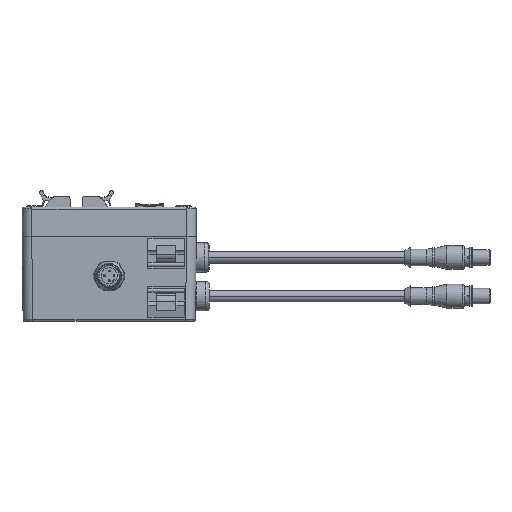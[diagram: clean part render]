
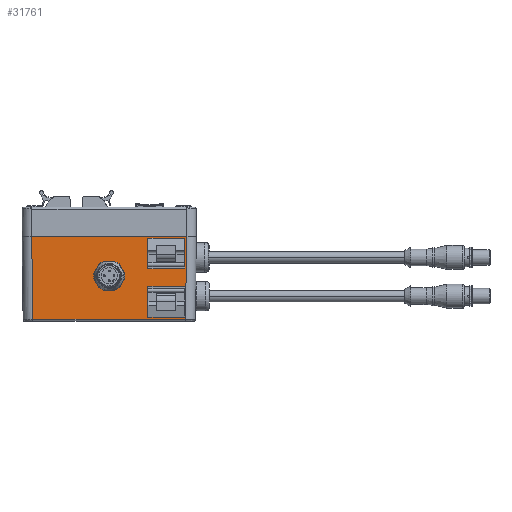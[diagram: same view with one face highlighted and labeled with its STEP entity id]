
A CAD part, left-side view. The second image highlights one B-rep face of the part: STEP entity #31761.
In plain terms, the highlighted planar face has unit normal (-1, 0, -0.013).
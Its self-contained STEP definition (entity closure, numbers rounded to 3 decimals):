
#2280=CARTESIAN_POINT('',(-12.711,7.114,-1.));
#2322=DIRECTION('',(-0.013,-0.013,1.));
#2323=VECTOR('',#2322,43.02);
#2324=CARTESIAN_POINT('',(-12.148,-72.298,
-44.013));
#2325=LINE('',#2324,#2323);
#2326=DIRECTION('',(0.013,-0.013,-1.));
#2327=VECTOR('',#2326,43.02);
#2328=CARTESIAN_POINT('',(-12.711,7.114,-1.));
#2329=LINE('',#2328,#2327);
#2330=DIRECTION('',(0.,1.,0.));
#2331=VECTOR('',#2330,79.975);
#2332=CARTESIAN_POINT('',(-12.711,-72.861,-1.));
#2333=LINE('',#2332,#2331);
#2334=CARTESIAN_POINT('',(-12.443,-37.873,-21.5));
#2335=CARTESIAN_POINT('',(-12.446,-37.873,
-21.205));
#2336=CARTESIAN_POINT('',(-12.454,-37.821,
-20.594));
#2337=CARTESIAN_POINT('',(-12.467,-37.556,
-19.654));
#2338=CARTESIAN_POINT('',(-12.479,-37.09,
-18.748));
#2339=CARTESIAN_POINT('',(-12.489,-36.434,
-17.939));
#2340=CARTESIAN_POINT('',(-12.498,-35.626,
-17.283));
#2341=CARTESIAN_POINT('',(-12.503,-34.87,
-16.895));
#2342=CARTESIAN_POINT('',(-12.506,-34.249,
-16.685));
#2343=CARTESIAN_POINT('',(-12.507,-33.782,
-16.576));
#2344=CARTESIAN_POINT('',(-12.508,-33.398,
-16.523));
#2345=CARTESIAN_POINT('',(-12.508,-33.095,
-16.503));
#2346=CARTESIAN_POINT('',(-12.508,-32.873,
-16.498));
#2347=CARTESIAN_POINT('',(-12.508,-32.651,
-16.503));
#2348=CARTESIAN_POINT('',(-12.508,-32.349,
-16.523));
#2349=CARTESIAN_POINT('',(-12.507,-31.964,
-16.576));
#2350=CARTESIAN_POINT('',(-12.506,-31.497,
-16.685));
#2351=CARTESIAN_POINT('',(-12.503,-30.876,
-16.895));
#2352=CARTESIAN_POINT('',(-12.498,-30.121,
-17.283));
#2353=CARTESIAN_POINT('',(-12.489,-29.312,
-17.939));
#2354=CARTESIAN_POINT('',(-12.479,-28.657,
-18.748));
#2355=CARTESIAN_POINT('',(-12.467,-28.191,
-19.654));
#2356=CARTESIAN_POINT('',(-12.454,-27.926,
-20.594));
#2357=CARTESIAN_POINT('',(-12.446,-27.873,
-21.205));
#2358=CARTESIAN_POINT('',(-12.443,-27.873,-21.5));
#2360=CARTESIAN_POINT('',(-12.443,-27.873,-21.5));
#2361=CARTESIAN_POINT('',(-12.439,-27.873,
-21.795));
#2362=CARTESIAN_POINT('',(-12.431,-27.926,
-22.406));
#2363=CARTESIAN_POINT('',(-12.418,-28.191,
-23.346));
#2364=CARTESIAN_POINT('',(-12.407,-28.657,
-24.252));
#2365=CARTESIAN_POINT('',(-12.396,-29.312,
-25.061));
#2366=CARTESIAN_POINT('',(-12.387,-30.121,
-25.717));
#2367=CARTESIAN_POINT('',(-12.382,-30.876,
-26.105));
#2368=CARTESIAN_POINT('',(-12.38,-31.497,
-26.315));
#2369=CARTESIAN_POINT('',(-12.378,-31.964,
-26.424));
#2370=CARTESIAN_POINT('',(-12.377,-32.349,
-26.477));
#2371=CARTESIAN_POINT('',(-12.377,-32.651,
-26.497));
#2372=CARTESIAN_POINT('',(-12.377,-32.873,
-26.502));
#2373=CARTESIAN_POINT('',(-12.377,-33.095,
-26.497));
#2374=CARTESIAN_POINT('',(-12.377,-33.398,
-26.477));
#2375=CARTESIAN_POINT('',(-12.378,-33.782,
-26.424));
#2376=CARTESIAN_POINT('',(-12.38,-34.249,
-26.315));
#2377=CARTESIAN_POINT('',(-12.382,-34.87,
-26.105));
#2378=CARTESIAN_POINT('',(-12.387,-35.626,
-25.717));
#2379=CARTESIAN_POINT('',(-12.396,-36.434,
-25.061));
#2380=CARTESIAN_POINT('',(-12.407,-37.09,
-24.252));
#2381=CARTESIAN_POINT('',(-12.418,-37.556,
-23.346));
#2382=CARTESIAN_POINT('',(-12.431,-37.821,
-22.406));
#2383=CARTESIAN_POINT('',(-12.439,-37.873,
-21.795));
#2384=CARTESIAN_POINT('',(-12.443,-37.873,-21.5));
#2386=DIRECTION('',(0.013,0.,-1.));
#2387=VECTOR('',#2386,15.748);
#2388=CARTESIAN_POINT('',(-12.698,-52.873,-2.));
#2389=LINE('',#2388,#2387);
#2390=DIRECTION('',(0.,-1.,0.));
#2391=VECTOR('',#2390,19.05);
#2392=CARTESIAN_POINT('',(-12.492,-52.873,
-17.747));
#2393=LINE('',#2392,#2391);
#2394=DIRECTION('',(0.013,0.,-1.));
#2395=VECTOR('',#2394,15.748);
#2396=CARTESIAN_POINT('',(-12.698,-71.923,-2.));
#2397=LINE('',#2396,#2395);
#2398=DIRECTION('',(0.,-1.,0.));
#2399=VECTOR('',#2398,19.05);
#2400=CARTESIAN_POINT('',(-12.698,-52.873,-2.));
#2401=LINE('',#2400,#2399);
#2402=DIRECTION('',(-0.013,0.,1.));
#2403=VECTOR('',#2402,15.748);
#2404=CARTESIAN_POINT('',(-12.164,-71.923,
-42.743));
#2405=LINE('',#2404,#2403);
#2406=DIRECTION('',(0.,1.,0.));
#2407=VECTOR('',#2406,19.05);
#2408=CARTESIAN_POINT('',(-12.371,-71.923,
-26.996));
#2409=LINE('',#2408,#2407);
#2410=DIRECTION('',(-0.013,0.,1.));
#2411=VECTOR('',#2410,15.748);
#2412=CARTESIAN_POINT('',(-12.164,-52.873,
-42.743));
#2413=LINE('',#2412,#2411);
#2414=DIRECTION('',(0.,1.,0.));
#2415=VECTOR('',#2414,19.05);
#2416=CARTESIAN_POINT('',(-12.164,-71.923,
-42.743));
#2417=LINE('',#2416,#2415);
#2825=DIRECTION('',(0.,1.,0.));
#2826=VECTOR('',#2825,78.849);
#2827=CARTESIAN_POINT('',(-12.148,-72.298,
-44.013));
#2828=LINE('',#2827,#2826);
#24064=CARTESIAN_POINT('',(-12.148,-72.298,
-44.013));
#24066=VERTEX_POINT('',#24064);
#24071=CARTESIAN_POINT('',(-12.148,6.551,
-44.013));
#24073=VERTEX_POINT('',#24071);
#24112=VERTEX_POINT('',#2334);
#24113=VERTEX_POINT('',#2358);
#24242=VERTEX_POINT('',#2280);
#24243=CARTESIAN_POINT('',(-12.711,-72.861,-1.));
#24244=VERTEX_POINT('',#24243);
#27779=CARTESIAN_POINT('',(-12.698,-52.873,-2.));
#27780=CARTESIAN_POINT('',(-12.492,-52.873,
-17.747));
#27781=VERTEX_POINT('',#27779);
#27782=VERTEX_POINT('',#27780);
#27783=CARTESIAN_POINT('',(-12.698,-71.923,-2.));
#27784=VERTEX_POINT('',#27783);
#27785=CARTESIAN_POINT('',(-12.492,-71.923,
-17.747));
#27786=VERTEX_POINT('',#27785);
#27853=CARTESIAN_POINT('',(-12.164,-71.923,
-42.743));
#27854=CARTESIAN_POINT('',(-12.371,-71.923,
-26.996));
#27855=VERTEX_POINT('',#27853);
#27856=VERTEX_POINT('',#27854);
#27857=CARTESIAN_POINT('',(-12.164,-52.873,
-42.743));
#27858=VERTEX_POINT('',#27857);
#27859=CARTESIAN_POINT('',(-12.371,-52.873,
-26.996));
#27860=VERTEX_POINT('',#27859);
#31722=CARTESIAN_POINT('',(-12.724,12.127,0.));
#31723=DIRECTION('',(-1.,0.,-0.013));
#31724=DIRECTION('',(0.,1.,0.));
#31725=AXIS2_PLACEMENT_3D('',#31722,#31723,#31724);
#31726=PLANE('',#31725);
#31728=ORIENTED_EDGE('',*,*,#31727,.F.);
#31730=ORIENTED_EDGE('',*,*,#31729,.T.);
#31731=ORIENTED_EDGE('',*,*,#31714,.F.);
#31732=ORIENTED_EDGE('',*,*,#30816,.F.);
#31733=EDGE_LOOP('',(#31728,#31730,#31731,#31732));
#31734=FACE_OUTER_BOUND('',#31733,.F.);
#31736=ORIENTED_EDGE('',*,*,#31735,.T.);
#31738=ORIENTED_EDGE('',*,*,#31737,.T.);
#31739=EDGE_LOOP('',(#31736,#31738));
#31740=FACE_BOUND('',#31739,.F.);
#31742=ORIENTED_EDGE('',*,*,#31741,.T.);
#31744=ORIENTED_EDGE('',*,*,#31743,.T.);
#31746=ORIENTED_EDGE('',*,*,#31745,.F.);
#31748=ORIENTED_EDGE('',*,*,#31747,.F.);
#31749=EDGE_LOOP('',(#31742,#31744,#31746,#31748));
#31750=FACE_BOUND('',#31749,.F.);
#31752=ORIENTED_EDGE('',*,*,#31751,.T.);
#31754=ORIENTED_EDGE('',*,*,#31753,.T.);
#31756=ORIENTED_EDGE('',*,*,#31755,.F.);
#31758=ORIENTED_EDGE('',*,*,#31757,.F.);
#31759=EDGE_LOOP('',(#31752,#31754,#31756,#31758));
#31760=FACE_BOUND('',#31759,.F.);
#31761=ADVANCED_FACE('',(#31734,#31740,#31750,#31760),#31726,.T.);
#2359=B_SPLINE_CURVE_WITH_KNOTS('',3,(#2334,#2335,#2336,#2337,#2338,#2339,#2340,
#2341,#2342,#2343,#2344,#2345,#2346,#2347,#2348,#2349,#2350,#2351,#2352,#2353,
#2354,#2355,#2356,#2357,#2358),.UNSPECIFIED.,.F.,.F.,(4,1,1,1,1,1,1,1,1,1,1,1,1,
1,1,1,1,1,1,1,1,1,4),(0.,0.063,0.125,0.188,0.25,0.313,0.375,
0.406,0.438,0.469,0.484,0.5,0.516,0.531,0.563,
0.594,0.625,0.688,0.75,0.813,0.875,0.938,1.),
.UNSPECIFIED.);
#2385=B_SPLINE_CURVE_WITH_KNOTS('',3,(#2360,#2361,#2362,#2363,#2364,#2365,#2366,
#2367,#2368,#2369,#2370,#2371,#2372,#2373,#2374,#2375,#2376,#2377,#2378,#2379,
#2380,#2381,#2382,#2383,#2384),.UNSPECIFIED.,.F.,.F.,(4,1,1,1,1,1,1,1,1,1,1,1,1,
1,1,1,1,1,1,1,1,1,4),(0.,0.063,0.125,0.188,0.25,0.313,0.375,
0.406,0.438,0.469,0.484,0.5,0.516,0.531,0.563,
0.594,0.625,0.688,0.75,0.813,0.875,0.938,1.),
.UNSPECIFIED.);
#30816=EDGE_CURVE('',#24244,#24242,#2333,.T.);
#31714=EDGE_CURVE('',#24242,#24073,#2329,.T.);
#31727=EDGE_CURVE('',#24066,#24244,#2325,.T.);
#31729=EDGE_CURVE('',#24066,#24073,#2828,.T.);
#31735=EDGE_CURVE('',#24112,#24113,#2359,.T.);
#31737=EDGE_CURVE('',#24113,#24112,#2385,.T.);
#31741=EDGE_CURVE('',#27781,#27782,#2389,.T.);
#31743=EDGE_CURVE('',#27782,#27786,#2393,.T.);
#31745=EDGE_CURVE('',#27784,#27786,#2397,.T.);
#31747=EDGE_CURVE('',#27781,#27784,#2401,.T.);
#31751=EDGE_CURVE('',#27855,#27856,#2405,.T.);
#31753=EDGE_CURVE('',#27856,#27860,#2409,.T.);
#31755=EDGE_CURVE('',#27858,#27860,#2413,.T.);
#31757=EDGE_CURVE('',#27855,#27858,#2417,.T.);
